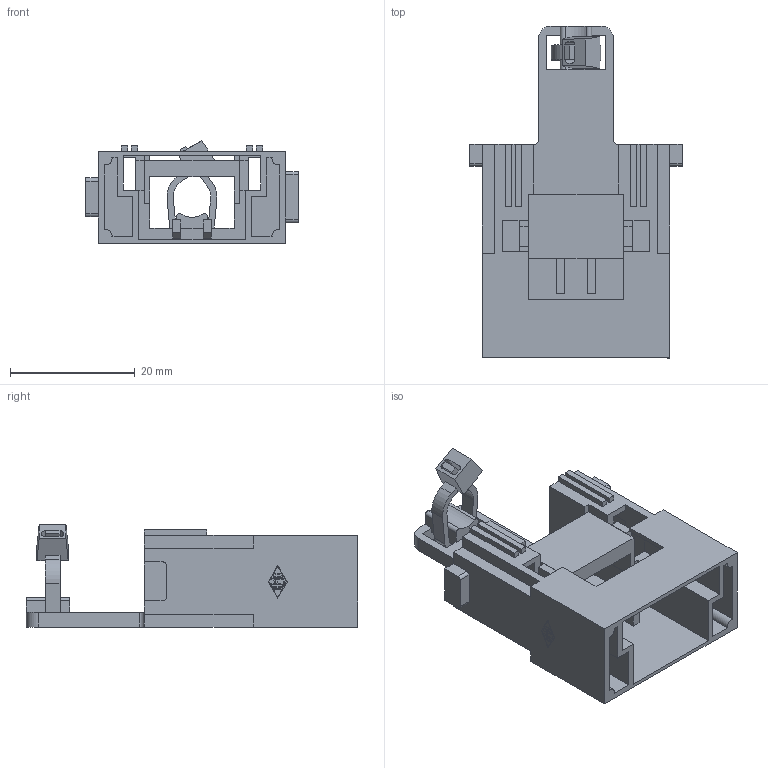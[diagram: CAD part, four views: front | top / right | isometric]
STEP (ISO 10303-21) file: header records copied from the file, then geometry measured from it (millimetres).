
FILE_DESCRIPTION(('Creo Elements/Direct Modeling STEP Export'),'2;1');
FILE_NAME('0ln7uvk59vlk6e55324','2021-03-31T11:16:52',(''),(''),'Creo Elements/Direct Modeling STEP processor for AP214 (Solid Model)','Creo Elements/Direct Modeling 20.1B 02-Apr-2019 (C) Parametric Technology GmbH','');
FILE_SCHEMA(('AUTOMOTIVE_DESIGN { 1 0 10303 214 1 1 1 1 }'));
Length unit declared in the file: millimetre
Products named in the file (2): CX_01_J8UM
Assembly tree (1 placements, depth 2):
  CX_01_J8UM
    CX_01_J8UM
Bounding box: 34 x 53.15 x 16.4 mm (x, y, z)
Volume: 5982.2 mm3; surface area: 8841.7 mm2
Topology: 1 solids, 1 shells, 219 faces, 699 edges, 479 vertices
Faces by surface type: plane 191, cylinder 28
Entity records: 8019 total; most frequent: ORIENTED_EDGE 1398, CARTESIAN_POINT 1354, DIRECTION 1149, EDGE_CURVE 699, VECTOR 601, LINE 601, VERTEX_POINT 479, AXIS2_PLACEMENT_3D 274
